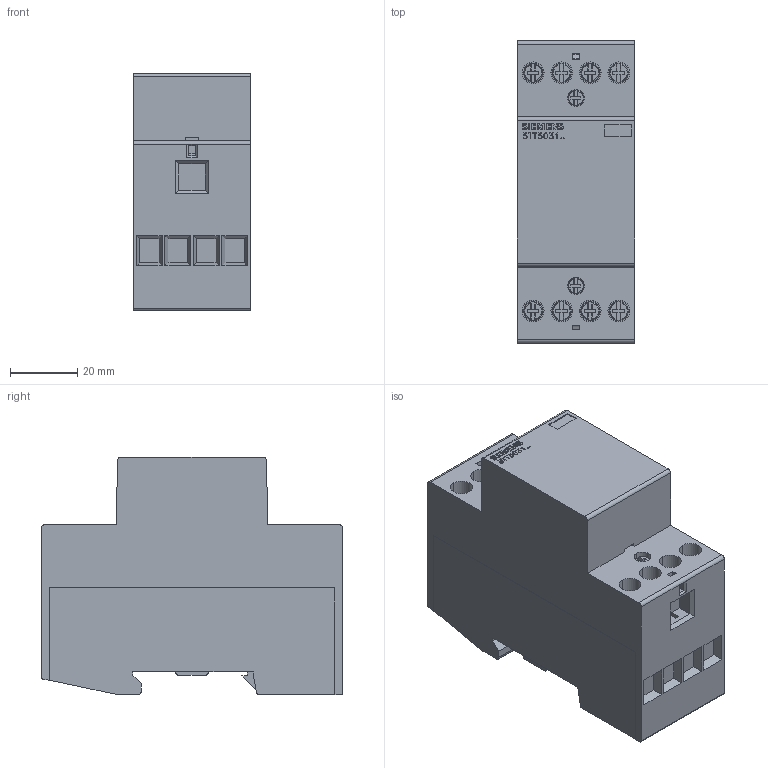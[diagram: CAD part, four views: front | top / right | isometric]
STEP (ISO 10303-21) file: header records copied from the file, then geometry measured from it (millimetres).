
FILE_DESCRIPTION(('STEP AP214'),'1');
FILE_NAME('cctmp_4569F0DB-6CCE-4A2C-8CE0-1B0593794D5F_2023_07_22_08_48_20_0774..stp','2023-07-22T06:48:22',('SIEMENS A&D'),('CADClick - www.CADClick.com'),'Spatial InterOp 3D postprocessed',' ','unknown authorization');
FILE_SCHEMA(('AUTOMOTIVE_DESIGN'));
Length unit declared in the file: millimetre
Products named in the file (4): cc_unnamed; 2023_07_22_08_48_20_0727; 2023_07_22_08_48_20_0723; 2023_07_22_08_48_20_0720
Assembly tree (3 placements, depth 2):
  cc_unnamed
    2023_07_22_08_48_20_0727
    2023_07_22_08_48_20_0723
    2023_07_22_08_48_20_0720
Bounding box: 35 x 90 x 70.7 mm (x, y, z)
Volume: 173161.1 mm3; surface area: 28512.1 mm2
Topology: 3 solids, 13 shells, 797 faces, 2089 edges, 1378 vertices
Faces by surface type: plane 643, cylinder 94, torus 40, cone 20
Entity records: 41029 total; most frequent: CARTESIAN_POINT 4752, STYLED_ITEM 4267, PRESENTATION_STYLE_ASSIGNMENT 4267, ORIENTED_EDGE 4178, DIRECTION 3987, EDGE_CURVE 2089, CURVE_STYLE 2089, DRAUGHTING_PRE_DEFINED_CURVE_FONT 2089
